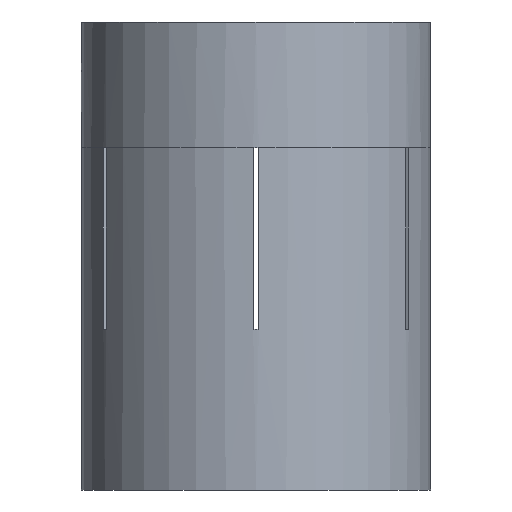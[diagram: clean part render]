
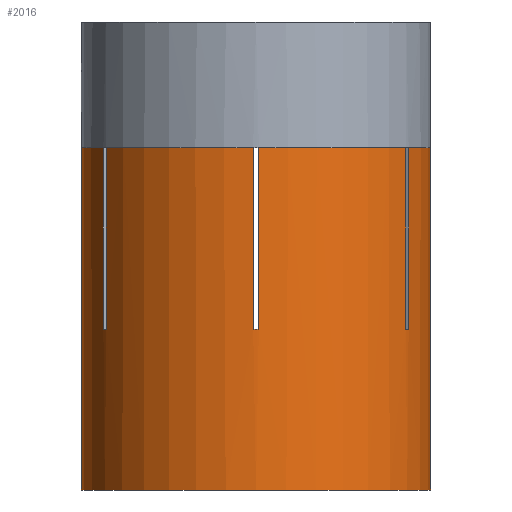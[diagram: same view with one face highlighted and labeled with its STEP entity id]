
A CAD part, front view. The second image highlights one B-rep face of the part: STEP entity #2016.
In plain terms, the highlighted cylindrical face has radius 12.5 mm (diameter 25 mm), a full revolution.
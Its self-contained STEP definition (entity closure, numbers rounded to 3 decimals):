
#43=CYLINDRICAL_SURFACE('',#2247,12.5);
#131=LINE('',#3266,#291);
#136=LINE('',#3279,#296);
#143=LINE('',#3293,#303);
#148=LINE('',#3306,#308);
#155=LINE('',#3321,#315);
#159=LINE('',#3332,#319);
#166=LINE('',#3345,#326);
#170=LINE('',#3357,#330);
#177=LINE('',#3371,#337);
#182=LINE('',#3384,#342);
#195=LINE('',#3446,#355);
#197=LINE('',#3452,#357);
#203=LINE('',#3500,#363);
#291=VECTOR('',#2581,10.);
#296=VECTOR('',#2594,10.);
#303=VECTOR('',#2603,10.);
#308=VECTOR('',#2616,10.);
#315=VECTOR('',#2625,10.);
#319=VECTOR('',#2637,10.);
#326=VECTOR('',#2646,10.);
#330=VECTOR('',#2658,10.);
#337=VECTOR('',#2667,10.);
#342=VECTOR('',#2680,10.);
#355=VECTOR('',#2765,10.);
#357=VECTOR('',#2773,10.);
#363=VECTOR('',#2831,12.5);
#505=FACE_OUTER_BOUND('',#621,.T.);
#621=EDGE_LOOP('',(#1771,#1772,#1773,#1774,#1775,#1776,#1777,#1778,#1779,
#1780,#1781,#1782,#1783,#1784,#1785,#1786,#1787,#1788,#1789,#1790,#1791,
#1792,#1793,#1794,#1795,#1796,#1797,#1798,#1799,#1800,#1801,#1802,#1803));
#661=CIRCLE('',#2101,12.5);
#663=CIRCLE('',#2103,12.5);
#666=CIRCLE('',#2107,12.5);
#667=CIRCLE('',#2108,12.5);
#668=CIRCLE('',#2109,12.5);
#669=CIRCLE('',#2110,12.5);
#670=CIRCLE('',#2111,12.5);
#686=CIRCLE('',#2151,12.5);
#687=CIRCLE('',#2152,12.5);
#688=CIRCLE('',#2156,12.5);
#691=CIRCLE('',#2161,12.5);
#693=CIRCLE('',#2166,12.5);
#695=CIRCLE('',#2171,12.5);
#697=CIRCLE('',#2176,12.5);
#699=CIRCLE('',#2181,12.5);
#719=CIRCLE('',#2217,12.5);
#720=CIRCLE('',#2220,12.5);
#738=CIRCLE('',#2248,12.5);
#739=CIRCLE('',#2249,12.5);
#790=VERTEX_POINT('',#3026);
#793=VERTEX_POINT('',#3031);
#795=VERTEX_POINT('',#3036);
#796=VERTEX_POINT('',#3038);
#798=VERTEX_POINT('',#3044);
#801=VERTEX_POINT('',#3049);
#803=VERTEX_POINT('',#3054);
#804=VERTEX_POINT('',#3056);
#808=VERTEX_POINT('',#3064);
#809=VERTEX_POINT('',#3066);
#813=VERTEX_POINT('',#3076);
#814=VERTEX_POINT('',#3078);
#847=VERTEX_POINT('',#3215);
#852=VERTEX_POINT('',#3239);
#853=VERTEX_POINT('',#3241);
#854=VERTEX_POINT('',#3249);
#861=VERTEX_POINT('',#3264);
#863=VERTEX_POINT('',#3271);
#871=VERTEX_POINT('',#3291);
#873=VERTEX_POINT('',#3298);
#881=VERTEX_POINT('',#3318);
#882=VERTEX_POINT('',#3320);
#884=VERTEX_POINT('',#3326);
#890=VERTEX_POINT('',#3343);
#892=VERTEX_POINT('',#3349);
#900=VERTEX_POINT('',#3369);
#902=VERTEX_POINT('',#3376);
#917=VERTEX_POINT('',#3444);
#918=VERTEX_POINT('',#3448);
#934=VERTEX_POINT('',#3499);
#935=VERTEX_POINT('',#3501);
#1019=EDGE_CURVE('',#804,#803,#661,.T.);
#1024=EDGE_CURVE('',#809,#808,#663,.T.);
#1030=EDGE_CURVE('',#814,#813,#666,.T.);
#1031=EDGE_CURVE('',#796,#814,#667,.T.);
#1032=EDGE_CURVE('',#798,#795,#668,.T.);
#1033=EDGE_CURVE('',#790,#801,#669,.T.);
#1034=EDGE_CURVE('',#808,#793,#670,.T.);
#1097=EDGE_CURVE('',#813,#853,#686,.T.);
#1098=EDGE_CURVE('',#852,#847,#687,.T.);
#1100=EDGE_CURVE('',#854,#804,#688,.T.);
#1108=EDGE_CURVE('',#795,#861,#131,.T.);
#1112=EDGE_CURVE('',#861,#863,#691,.T.);
#1115=EDGE_CURVE('',#863,#796,#136,.T.);
#1122=EDGE_CURVE('',#853,#871,#143,.T.);
#1126=EDGE_CURVE('',#871,#873,#693,.T.);
#1129=EDGE_CURVE('',#873,#852,#148,.T.);
#1136=EDGE_CURVE('',#882,#881,#155,.T.);
#1140=EDGE_CURVE('',#881,#884,#695,.T.);
#1142=EDGE_CURVE('',#884,#854,#159,.T.);
#1149=EDGE_CURVE('',#803,#890,#166,.T.);
#1152=EDGE_CURVE('',#890,#892,#697,.T.);
#1155=EDGE_CURVE('',#892,#809,#170,.T.);
#1162=EDGE_CURVE('',#793,#900,#177,.T.);
#1166=EDGE_CURVE('',#900,#902,#699,.T.);
#1169=EDGE_CURVE('',#902,#790,#182,.T.);
#1200=EDGE_CURVE('',#847,#882,#719,.T.);
#1202=EDGE_CURVE('',#801,#917,#195,.T.);
#1204=EDGE_CURVE('',#917,#918,#720,.T.);
#1205=EDGE_CURVE('',#918,#798,#197,.T.);
#1228=EDGE_CURVE('',#814,#934,#203,.T.);
#1229=EDGE_CURVE('',#934,#935,#738,.T.);
#1230=EDGE_CURVE('',#935,#934,#739,.T.);
#1771=ORIENTED_EDGE('',*,*,#1115,.T.);
#1772=ORIENTED_EDGE('',*,*,#1031,.T.);
#1773=ORIENTED_EDGE('',*,*,#1228,.T.);
#1774=ORIENTED_EDGE('',*,*,#1229,.T.);
#1775=ORIENTED_EDGE('',*,*,#1230,.T.);
#1776=ORIENTED_EDGE('',*,*,#1228,.F.);
#1777=ORIENTED_EDGE('',*,*,#1030,.T.);
#1778=ORIENTED_EDGE('',*,*,#1097,.T.);
#1779=ORIENTED_EDGE('',*,*,#1122,.T.);
#1780=ORIENTED_EDGE('',*,*,#1126,.T.);
#1781=ORIENTED_EDGE('',*,*,#1129,.T.);
#1782=ORIENTED_EDGE('',*,*,#1098,.T.);
#1783=ORIENTED_EDGE('',*,*,#1200,.T.);
#1784=ORIENTED_EDGE('',*,*,#1136,.T.);
#1785=ORIENTED_EDGE('',*,*,#1140,.T.);
#1786=ORIENTED_EDGE('',*,*,#1142,.T.);
#1787=ORIENTED_EDGE('',*,*,#1100,.T.);
#1788=ORIENTED_EDGE('',*,*,#1019,.T.);
#1789=ORIENTED_EDGE('',*,*,#1149,.T.);
#1790=ORIENTED_EDGE('',*,*,#1152,.T.);
#1791=ORIENTED_EDGE('',*,*,#1155,.T.);
#1792=ORIENTED_EDGE('',*,*,#1024,.T.);
#1793=ORIENTED_EDGE('',*,*,#1034,.T.);
#1794=ORIENTED_EDGE('',*,*,#1162,.T.);
#1795=ORIENTED_EDGE('',*,*,#1166,.T.);
#1796=ORIENTED_EDGE('',*,*,#1169,.T.);
#1797=ORIENTED_EDGE('',*,*,#1033,.T.);
#1798=ORIENTED_EDGE('',*,*,#1202,.T.);
#1799=ORIENTED_EDGE('',*,*,#1204,.T.);
#1800=ORIENTED_EDGE('',*,*,#1205,.T.);
#1801=ORIENTED_EDGE('',*,*,#1032,.T.);
#1802=ORIENTED_EDGE('',*,*,#1108,.T.);
#1803=ORIENTED_EDGE('',*,*,#1112,.T.);
#2016=ADVANCED_FACE('',(#505),#43,.T.);
#2101=AXIS2_PLACEMENT_3D('',#3057,#2410,#2411);
#2103=AXIS2_PLACEMENT_3D('',#3067,#2417,#2418);
#2107=AXIS2_PLACEMENT_3D('',#3079,#2428,#2429);
#2108=AXIS2_PLACEMENT_3D('',#3080,#2430,#2431);
#2109=AXIS2_PLACEMENT_3D('',#3081,#2432,#2433);
#2110=AXIS2_PLACEMENT_3D('',#3082,#2434,#2435);
#2111=AXIS2_PLACEMENT_3D('',#3083,#2436,#2437);
#2151=AXIS2_PLACEMENT_3D('',#3243,#2558,#2559);
#2152=AXIS2_PLACEMENT_3D('',#3244,#2560,#2561);
#2156=AXIS2_PLACEMENT_3D('',#3250,#2569,#2570);
#2161=AXIS2_PLACEMENT_3D('',#3273,#2588,#2589);
#2166=AXIS2_PLACEMENT_3D('',#3300,#2610,#2611);
#2171=AXIS2_PLACEMENT_3D('',#3328,#2632,#2633);
#2176=AXIS2_PLACEMENT_3D('',#3351,#2652,#2653);
#2181=AXIS2_PLACEMENT_3D('',#3378,#2674,#2675);
#2217=AXIS2_PLACEMENT_3D('',#3442,#2760,#2761);
#2220=AXIS2_PLACEMENT_3D('',#3450,#2769,#2770);
#2247=AXIS2_PLACEMENT_3D('',#3498,#2829,#2830);
#2248=AXIS2_PLACEMENT_3D('',#3502,#2832,#2833);
#2249=AXIS2_PLACEMENT_3D('',#3503,#2834,#2835);
#2410=DIRECTION('center_axis',(0.,0.,-1.));
#2411=DIRECTION('ref_axis',(1.,0.,0.));
#2417=DIRECTION('center_axis',(0.,0.,-1.));
#2418=DIRECTION('ref_axis',(1.,0.,0.));
#2428=DIRECTION('center_axis',(0.,0.,-1.));
#2429=DIRECTION('ref_axis',(1.,0.,0.));
#2430=DIRECTION('center_axis',(0.,0.,-1.));
#2431=DIRECTION('ref_axis',(1.,0.,0.));
#2432=DIRECTION('center_axis',(0.,0.,-1.));
#2433=DIRECTION('ref_axis',(1.,0.,0.));
#2434=DIRECTION('center_axis',(0.,0.,-1.));
#2435=DIRECTION('ref_axis',(1.,0.,0.));
#2436=DIRECTION('center_axis',(0.,0.,-1.));
#2437=DIRECTION('ref_axis',(1.,0.,0.));
#2558=DIRECTION('center_axis',(0.,0.,-1.));
#2559=DIRECTION('ref_axis',(1.,0.,0.));
#2560=DIRECTION('center_axis',(0.,0.,-1.));
#2561=DIRECTION('ref_axis',(1.,0.,0.));
#2569=DIRECTION('center_axis',(0.,0.,-1.));
#2570=DIRECTION('ref_axis',(1.,0.,0.));
#2581=DIRECTION('',(0.,0.,-1.));
#2588=DIRECTION('center_axis',(0.,0.,-1.));
#2589=DIRECTION('ref_axis',(1.,0.,0.));
#2594=DIRECTION('',(0.,0.,1.));
#2603=DIRECTION('',(0.,0.,-1.));
#2610=DIRECTION('center_axis',(0.,0.,-1.));
#2611=DIRECTION('ref_axis',(1.,0.,0.));
#2616=DIRECTION('',(0.,0.,1.));
#2625=DIRECTION('',(0.,0.,-1.));
#2632=DIRECTION('center_axis',(0.,0.,-1.));
#2633=DIRECTION('ref_axis',(1.,0.,0.));
#2637=DIRECTION('',(0.,0.,1.));
#2646=DIRECTION('',(0.,0.,-1.));
#2652=DIRECTION('center_axis',(0.,0.,-1.));
#2653=DIRECTION('ref_axis',(1.,0.,0.));
#2658=DIRECTION('',(0.,0.,1.));
#2667=DIRECTION('',(0.,0.,-1.));
#2674=DIRECTION('center_axis',(0.,0.,-1.));
#2675=DIRECTION('ref_axis',(1.,0.,0.));
#2680=DIRECTION('',(0.,0.,1.));
#2760=DIRECTION('center_axis',(0.,0.,-1.));
#2761=DIRECTION('ref_axis',(1.,0.,0.));
#2765=DIRECTION('',(0.,0.,-1.));
#2769=DIRECTION('center_axis',(0.,0.,-1.));
#2770=DIRECTION('ref_axis',(1.,0.,0.));
#2773=DIRECTION('',(0.,0.,1.));
#2829=DIRECTION('center_axis',(0.,0.,1.));
#2830=DIRECTION('ref_axis',(1.,0.,0.));
#2831=DIRECTION('',(0.,0.,-1.));
#2832=DIRECTION('center_axis',(0.,0.,1.));
#2833=DIRECTION('ref_axis',(1.,0.,0.));
#2834=DIRECTION('center_axis',(0.,0.,1.));
#2835=DIRECTION('ref_axis',(1.,0.,0.));
#3026=CARTESIAN_POINT('',(10.724,-6.422,24.5));
#3031=CARTESIAN_POINT('',(10.924,-6.076,24.5));
#3036=CARTESIAN_POINT('',(-10.724,-6.422,24.5));
#3038=CARTESIAN_POINT('',(-10.924,-6.076,24.5));
#3044=CARTESIAN_POINT('',(-0.2,-12.498,24.5));
#3049=CARTESIAN_POINT('',(0.2,-12.498,24.5));
#3054=CARTESIAN_POINT('',(10.724,6.422,24.5));
#3056=CARTESIAN_POINT('',(1.,12.46,24.5));
#3057=CARTESIAN_POINT('Origin',(0.,0.,24.5));
#3064=CARTESIAN_POINT('',(11.818,4.074,24.5));
#3066=CARTESIAN_POINT('',(10.924,6.076,24.5));
#3067=CARTESIAN_POINT('Origin',(0.,0.,24.5));
#3076=CARTESIAN_POINT('',(-11.818,4.074,24.5));
#3078=CARTESIAN_POINT('',(-12.5,0.,24.5));
#3079=CARTESIAN_POINT('Origin',(0.,0.,24.5));
#3080=CARTESIAN_POINT('Origin',(0.,0.,24.5));
#3081=CARTESIAN_POINT('Origin',(0.,0.,24.5));
#3082=CARTESIAN_POINT('Origin',(0.,0.,24.5));
#3083=CARTESIAN_POINT('Origin',(0.,0.,24.5));
#3215=CARTESIAN_POINT('',(-1.,12.46,24.5));
#3239=CARTESIAN_POINT('',(-10.724,6.422,24.5));
#3241=CARTESIAN_POINT('',(-10.924,6.076,24.5));
#3243=CARTESIAN_POINT('Origin',(0.,0.,24.5));
#3244=CARTESIAN_POINT('Origin',(0.,0.,24.5));
#3249=CARTESIAN_POINT('',(0.2,12.498,24.5));
#3250=CARTESIAN_POINT('Origin',(0.,0.,24.5));
#3264=CARTESIAN_POINT('',(-10.724,-6.422,11.5));
#3266=CARTESIAN_POINT('',(-10.724,-6.422,0.));
#3271=CARTESIAN_POINT('',(-10.924,-6.076,11.5));
#3273=CARTESIAN_POINT('Origin',(0.,0.,11.5));
#3279=CARTESIAN_POINT('',(-10.924,-6.076,0.));
#3291=CARTESIAN_POINT('',(-10.924,6.076,11.5));
#3293=CARTESIAN_POINT('',(-10.924,6.076,0.));
#3298=CARTESIAN_POINT('',(-10.724,6.422,11.5));
#3300=CARTESIAN_POINT('Origin',(0.,0.,11.5));
#3306=CARTESIAN_POINT('',(-10.724,6.422,0.));
#3318=CARTESIAN_POINT('',(-0.2,12.498,11.5));
#3320=CARTESIAN_POINT('',(-0.2,12.498,24.5));
#3321=CARTESIAN_POINT('',(-0.2,12.498,0.));
#3326=CARTESIAN_POINT('',(0.2,12.498,11.5));
#3328=CARTESIAN_POINT('Origin',(0.,0.,11.5));
#3332=CARTESIAN_POINT('',(0.2,12.498,0.));
#3343=CARTESIAN_POINT('',(10.724,6.422,11.5));
#3345=CARTESIAN_POINT('',(10.724,6.422,0.));
#3349=CARTESIAN_POINT('',(10.924,6.076,11.5));
#3351=CARTESIAN_POINT('Origin',(0.,0.,11.5));
#3357=CARTESIAN_POINT('',(10.924,6.076,0.));
#3369=CARTESIAN_POINT('',(10.924,-6.076,11.5));
#3371=CARTESIAN_POINT('',(10.924,-6.076,0.));
#3376=CARTESIAN_POINT('',(10.724,-6.422,11.5));
#3378=CARTESIAN_POINT('Origin',(0.,0.,11.5));
#3384=CARTESIAN_POINT('',(10.724,-6.422,0.));
#3442=CARTESIAN_POINT('Origin',(0.,0.,24.5));
#3444=CARTESIAN_POINT('',(0.2,-12.498,11.5));
#3446=CARTESIAN_POINT('',(0.2,-12.498,0.));
#3448=CARTESIAN_POINT('',(-0.2,-12.498,11.5));
#3450=CARTESIAN_POINT('Origin',(0.,0.,11.5));
#3452=CARTESIAN_POINT('',(-0.2,-12.498,0.));
#3498=CARTESIAN_POINT('Origin',(0.,0.,0.));
#3499=CARTESIAN_POINT('',(-12.5,0.,0.));
#3500=CARTESIAN_POINT('',(-12.5,0.,0.));
#3501=CARTESIAN_POINT('',(12.5,0.,0.));
#3502=CARTESIAN_POINT('Origin',(0.,0.,0.));
#3503=CARTESIAN_POINT('Origin',(0.,0.,0.));
